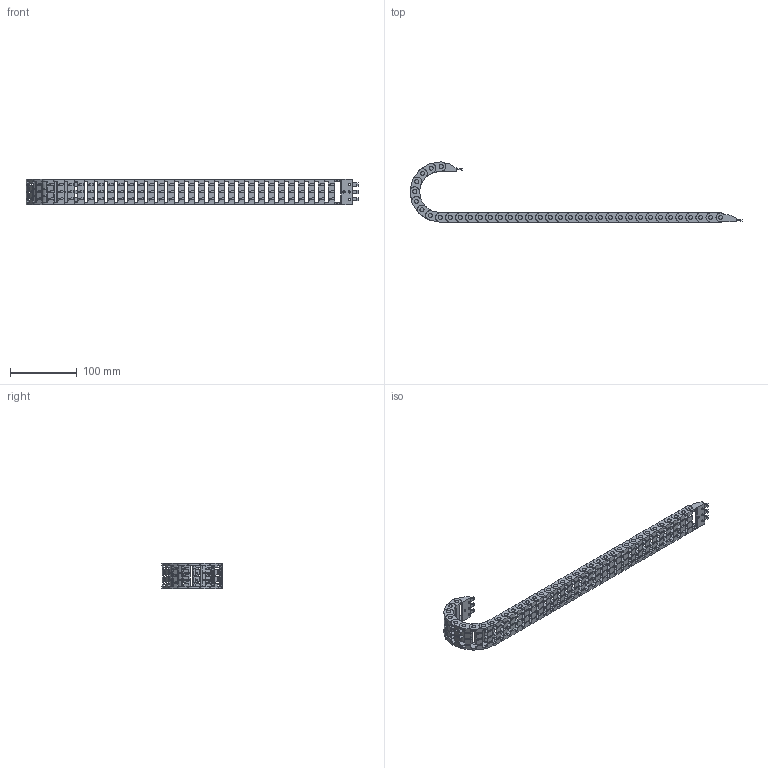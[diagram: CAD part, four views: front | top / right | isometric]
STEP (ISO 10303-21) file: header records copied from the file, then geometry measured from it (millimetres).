
FILE_DESCRIPTION (( 'STEP AP214' ), '1' );
FILE_NAME ('CDC-04X12R15T.STEP', '2024-12-06T15:53:55', ( '' ), ( '' ), 'SwSTEP 2.0', 'SolidWorks 2024', '' );
FILE_SCHEMA (( 'AUTOMOTIVE_DESIGN' ));
Length unit declared in the file: inch
Products named in the file (1): CDC-04X12R15T
Bounding box: 497.09 x 90.13 x 38.2 mm (x, y, z)
Volume: 91403.1 mm3; surface area: 129422.9 mm2
Topology: 38 solids, 38 shells, 3478 faces, 9756 edges, 6500 vertices
Faces by surface type: plane 2492, cylinder 978, cone 8
Full cylindrical faces by diameter (mm): 3.2 x8, 6 x74, 6.15 x72, 6.2 x2
Entity records: 111988 total; most frequent: CARTESIAN_POINT 20219, ORIENTED_EDGE 19184, DIRECTION 18816, EDGE_CURVE 9592, LINE 6894, VECTOR 6894, VERTEX_POINT 6500, AXIS2_PLACEMENT_3D 5961
